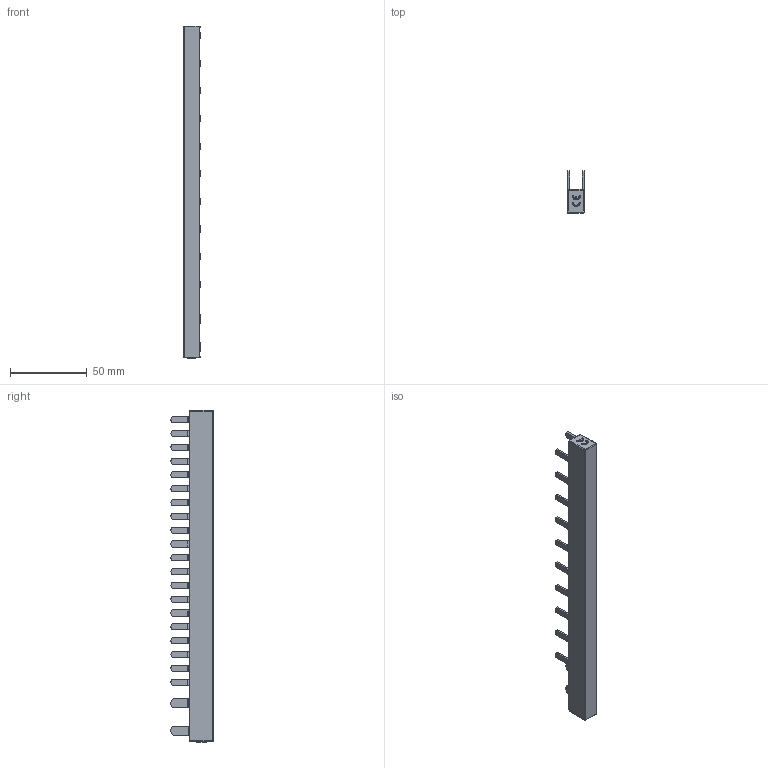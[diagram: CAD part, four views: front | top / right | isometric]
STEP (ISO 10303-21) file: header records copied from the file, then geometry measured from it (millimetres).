
FILE_DESCRIPTION((''),'2;1');
FILE_NAME('ASM0137_ASM','2021-03-30T',('marketing.praksa'),('Audax d.o.o.'),'CREO PARAMETRIC BY PTC INC, 2017480','CREO PARAMETRIC BY PTC INC, 2017480','');
FILE_SCHEMA(('AUTOMOTIVE_DESIGN { 1 0 10303 214 1 1 1 1 }'));
Products named in the file (4): PRT0148; PRT0147; PRT0005777777; ASM0137_ASM
Assembly tree (3 placements, depth 2):
  ASM0137_ASM
    PRT0148
    PRT0147
    PRT0005777777
Bounding box: 10.95 x 27.5 x 216.3 mm (x, y, z)
Volume: 36237.9 mm3; surface area: 14785.5 mm2
Topology: 26 solids, 26 shells, 398 faces, 1049 edges, 702 vertices
Faces by surface type: plane 247, cylinder 143, sphere 8
Entity records: 18757 total; most frequent: CARTESIAN_POINT 2194, DIRECTION 2181, ORIENTED_EDGE 2082, PRESENTATION_STYLE_ASSIGNMENT 1465, STYLED_ITEM 1465, CURVE_STYLE 1041, EDGE_CURVE 1041, AXIS2_PLACEMENT_3D 743
